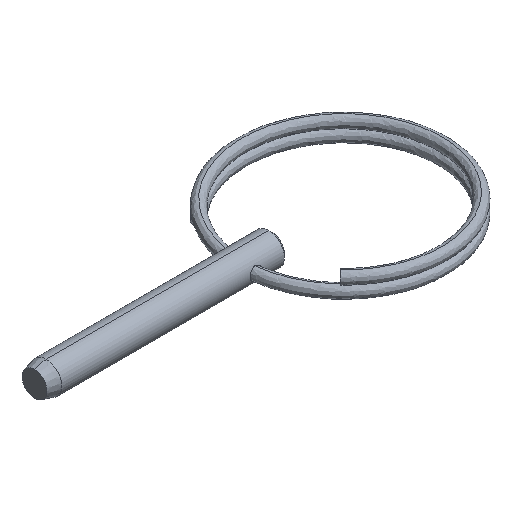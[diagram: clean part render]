
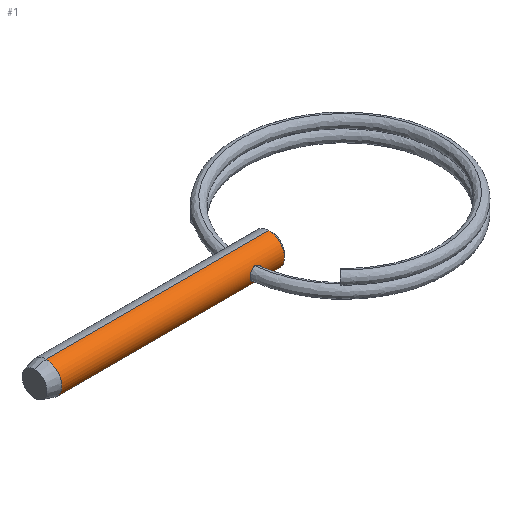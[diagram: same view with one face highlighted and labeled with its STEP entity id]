
A CAD part, isometric view. The second image highlights one B-rep face of the part: STEP entity #1.
In plain terms, the highlighted cylindrical face has radius 1.984 mm (diameter 3.969 mm), a partial arc.
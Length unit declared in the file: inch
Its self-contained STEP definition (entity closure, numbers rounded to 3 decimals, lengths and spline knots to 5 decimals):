
#1 = ADVANCED_FACE ( 'NONE', ( #58, #57 ), #56, .T. ) ;
#2 = EDGE_LOOP ( 'NONE', ( #3, #4, #6, #43 ) ) ;
#3 = ORIENTED_EDGE ( 'NONE', *, *, #13, .F. ) ;
#4 = ORIENTED_EDGE ( 'NONE', *, *, #5, .T. ) ;
#5 = EDGE_CURVE ( 'NONE', #100, #11, #51, .T. ) ;
#6 = ORIENTED_EDGE ( 'NONE', *, *, #16, .T. ) ;
#7 = ORIENTED_EDGE ( 'NONE', *, *, #8, .T. ) ;
#8 = EDGE_CURVE ( 'NONE', #142, #145, #232, .T. ) ;
#11 = VERTEX_POINT ( 'NONE', #123 ) ;
#13 = EDGE_CURVE ( 'NONE', #100, #35, #122, .T. ) ;
#16 = EDGE_CURVE ( 'NONE', #11, #242, #118, .T. ) ;
#34 = ORIENTED_EDGE ( 'NONE', *, *, #144, .T. ) ;
#35 = VERTEX_POINT ( 'NONE', #496 ) ;
#43 = ORIENTED_EDGE ( 'NONE', *, *, #44, .F. ) ;
#44 = EDGE_CURVE ( 'NONE', #35, #242, #286, .T. ) ;
#46 = EDGE_LOOP ( 'NONE', ( #34, #7 ) ) ;
#47 = DIRECTION ( 'NONE',  ( 0., 0., 1. ) ) ;
#48 = DIRECTION ( 'NONE',  ( -1., 0., 0. ) ) ;
#49 = CARTESIAN_POINT ( 'NONE',  ( 0.5785, 0., 0. ) ) ;
#50 = AXIS2_PLACEMENT_3D ( 'NONE', #49, #48, #47 ) ;
#51 = CIRCLE ( 'NONE', #50, 0.07813 ) ;
#52 = DIRECTION ( 'NONE',  ( 0., 0., 1. ) ) ;
#53 = DIRECTION ( 'NONE',  ( -1., 0., 0. ) ) ;
#54 = CARTESIAN_POINT ( 'NONE',  ( 0.5935, 0., 0. ) ) ;
#55 = AXIS2_PLACEMENT_3D ( 'NONE', #54, #53, #52 ) ;
#56 = CYLINDRICAL_SURFACE ( 'NONE', #55, 0.07813 ) ;
#57 = FACE_BOUND ( 'NONE', #46, .T. ) ;
#58 = FACE_OUTER_BOUND ( 'NONE', #2, .T. ) ;
#100 = VERTEX_POINT ( 'NONE', #366 ) ;
#115 = DIRECTION ( 'NONE',  ( -1., 0., 0. ) ) ;
#116 = VECTOR ( 'NONE', #115, 39.37008 ) ;
#117 = CARTESIAN_POINT ( 'NONE',  ( 0.5935, 0., 0.07813 ) ) ;
#118 = LINE ( 'NONE', #117, #116 ) ;
#119 = DIRECTION ( 'NONE',  ( -1., 0., 0. ) ) ;
#120 = VECTOR ( 'NONE', #119, 39.37008 ) ;
#121 = CARTESIAN_POINT ( 'NONE',  ( 0.5935, 0., -0.07813 ) ) ;
#122 = LINE ( 'NONE', #121, #120 ) ;
#123 = CARTESIAN_POINT ( 'NONE',  ( 0.5785, 0., 0.07813 ) ) ;
#124 = CARTESIAN_POINT ( 'NONE',  ( 0.43775, -0.0716, -0.03125 ) ) ;
#125 = CARTESIAN_POINT ( 'NONE',  ( 0.4461, -0.0716, -0.03125 ) ) ;
#126 = CARTESIAN_POINT ( 'NONE',  ( 0.45413, -0.07325, -0.02782 ) ) ;
#127 = CARTESIAN_POINT ( 'NONE',  ( 0.46272, -0.07578, -0.01922 ) ) ;
#128 = CARTESIAN_POINT ( 'NONE',  ( 0.46503, -0.07661, -0.01578 ) ) ;
#129 = CARTESIAN_POINT ( 'NONE',  ( 0.46817, -0.07778, -0.00825 ) ) ;
#130 = CARTESIAN_POINT ( 'NONE',  ( 0.469, -0.07813, -0.0041 ) ) ;
#131 = CARTESIAN_POINT ( 'NONE',  ( 0.469, -0.07812, 0.00413 ) ) ;
#132 = CARTESIAN_POINT ( 'NONE',  ( 0.46817, -0.07778, 0.00826 ) ) ;
#133 = CARTESIAN_POINT ( 'NONE',  ( 0.46501, -0.0766, 0.01581 ) ) ;
#134 = CARTESIAN_POINT ( 'NONE',  ( 0.46273, -0.07578, 0.01922 ) ) ;
#135 = CARTESIAN_POINT ( 'NONE',  ( 0.45697, -0.07409, 0.02498 ) ) ;
#136 = CARTESIAN_POINT ( 'NONE',  ( 0.45355, -0.07323, 0.02727 ) ) ;
#137 = CARTESIAN_POINT ( 'NONE',  ( 0.446, -0.07198, 0.03042 ) ) ;
#138 = CARTESIAN_POINT ( 'NONE',  ( 0.44186, -0.0716, 0.03125 ) ) ;
#139 = CARTESIAN_POINT ( 'NONE',  ( 0.43775, -0.0716, 0.03125 ) ) ;
#142 = VERTEX_POINT ( 'NONE', #356 ) ;
#144 = EDGE_CURVE ( 'NONE', #145, #142, #349, .T. ) ;
#145 = VERTEX_POINT ( 'NONE', #348 ) ;
#232 = B_SPLINE_CURVE_WITH_KNOTS ( 'NONE', 3,
 ( #139, #138, #137, #136, #135, #134, #133, #132, #131, #130, #129, #128, #127, #126, #125, #124 ),
 .UNSPECIFIED., .F., .F.,
 ( 4, 2, 2, 2, 2, 2, 2, 4 ),
 ( 0.00251, 0.00282, 0.00313, 0.00345, 0.00376, 0.00407, 0.00439, 0.00501 ),
 .UNSPECIFIED. ) ;
#242 = VERTEX_POINT ( 'NONE', #583 ) ;
#263 = CARTESIAN_POINT ( 'NONE',  ( 0.41281, -0.07577, 0.01926 ) ) ;
#264 = CARTESIAN_POINT ( 'NONE',  ( 0.4105, -0.0766, 0.01585 ) ) ;
#269 = CARTESIAN_POINT ( 'NONE',  ( 0.40732, -0.07779, 0.00823 ) ) ;
#282 = DIRECTION ( 'NONE',  ( 0., 0., 1. ) ) ;
#283 = DIRECTION ( 'NONE',  ( -1., 0., 0. ) ) ;
#284 = CARTESIAN_POINT ( 'NONE',  ( -0.53519, 0., 0. ) ) ;
#285 = AXIS2_PLACEMENT_3D ( 'NONE', #284, #283, #282 ) ;
#286 = CIRCLE ( 'NONE', #285, 0.07813 ) ;
#334 = CARTESIAN_POINT ( 'NONE',  ( 0.4065, -0.07813, 0.00411 ) ) ;
#335 = CARTESIAN_POINT ( 'NONE',  ( 0.4065, -0.07812, -0.00414 ) ) ;
#336 = CARTESIAN_POINT ( 'NONE',  ( 0.40734, -0.07778, -0.00829 ) ) ;
#337 = CARTESIAN_POINT ( 'NONE',  ( 0.41048, -0.07661, -0.0158 ) ) ;
#338 = CARTESIAN_POINT ( 'NONE',  ( 0.4128, -0.07578, -0.01924 ) ) ;
#339 = CARTESIAN_POINT ( 'NONE',  ( 0.4185, -0.07409, -0.02495 ) ) ;
#340 = CARTESIAN_POINT ( 'NONE',  ( 0.42194, -0.07323, -0.02726 ) ) ;
#341 = CARTESIAN_POINT ( 'NONE',  ( 0.42948, -0.07198, -0.03041 ) ) ;
#342 = CARTESIAN_POINT ( 'NONE',  ( 0.43357, -0.0716, -0.03125 ) ) ;
#347 = CARTESIAN_POINT ( 'NONE',  ( 0.43775, -0.0716, -0.03125 ) ) ;
#348 = CARTESIAN_POINT ( 'NONE',  ( 0.43775, -0.0716, -0.03125 ) ) ;
#349 = B_SPLINE_CURVE_WITH_KNOTS ( 'NONE', 3,
 ( #347, #342, #341, #340, #339, #338, #337, #336, #335, #334, #269, #264, #263, #501, #510, #505, #508, #511 ),
 .UNSPECIFIED., .F., .F.,
 ( 4, 2, 2, 2, 2, 2, 2, 2, 4 ),
 ( 0., 0.00031, 0.00063, 0.00094, 0.00125, 0.00157, 0.00188, 0.00219, 0.00251 ),
 .UNSPECIFIED. ) ;
#356 = CARTESIAN_POINT ( 'NONE',  ( 0.43775, -0.0716, 0.03125 ) ) ;
#366 = CARTESIAN_POINT ( 'NONE',  ( 0.5785, 0., -0.07813 ) ) ;
#496 = CARTESIAN_POINT ( 'NONE',  ( -0.53519, 0., -0.07813 ) ) ;
#501 = CARTESIAN_POINT ( 'NONE',  ( 0.41854, -0.07408, 0.02498 ) ) ;
#505 = CARTESIAN_POINT ( 'NONE',  ( 0.42949, -0.07198, 0.03041 ) ) ;
#508 = CARTESIAN_POINT ( 'NONE',  ( 0.43364, -0.0716, 0.03125 ) ) ;
#510 = CARTESIAN_POINT ( 'NONE',  ( 0.42198, -0.07323, 0.02728 ) ) ;
#511 = CARTESIAN_POINT ( 'NONE',  ( 0.43775, -0.0716, 0.03125 ) ) ;
#583 = CARTESIAN_POINT ( 'NONE',  ( -0.53519, 0., 0.07813 ) ) ;
